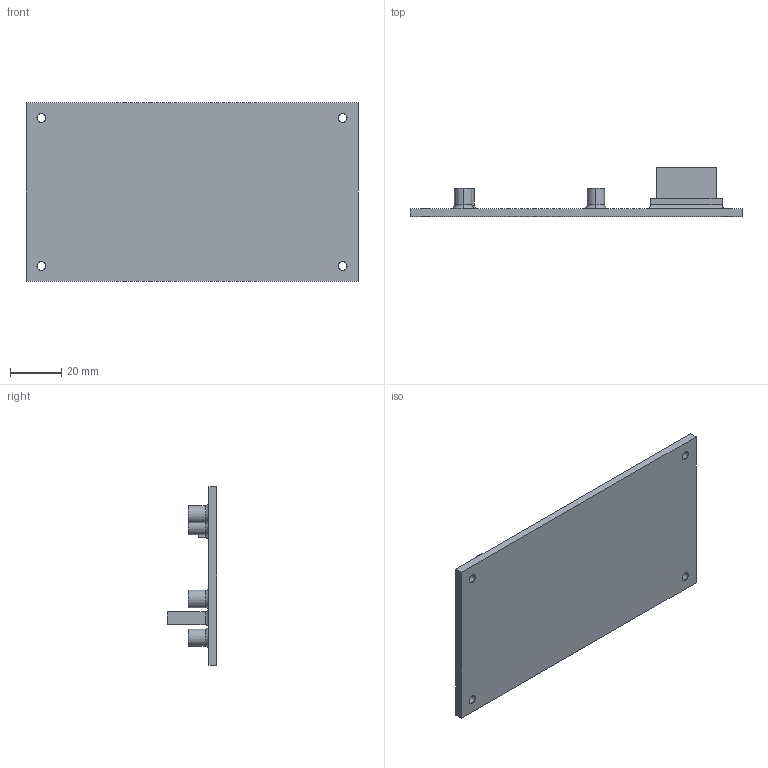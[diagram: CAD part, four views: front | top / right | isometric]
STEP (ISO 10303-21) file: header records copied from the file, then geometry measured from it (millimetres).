
FILE_DESCRIPTION (( 'STEP AP203' ), '1' );
FILE_NAME ('Îñíîâàíèå ïåðåäàò÷èêà.STEP', '2026-02-07T10:41:45', ( '' ), ( '' ), 'SwSTEP 2.0', 'SolidWorks 2024', '' );
FILE_SCHEMA (( 'CONFIG_CONTROL_DESIGN' ));
Length unit declared in the file: millimetre
Products named in the file (1): Основание передатчика
Bounding box: 130 x 19.25 x 70 mm (x, y, z)
Volume: 30483.4 mm3; surface area: 21839.5 mm2
Topology: 1 solids, 1 shells, 76 faces, 164 edges, 104 vertices
Faces by surface type: cylinder 40, plane 28, torus 8
Entity records: 2173 total; most frequent: DIRECTION 390, CARTESIAN_POINT 369, ORIENTED_EDGE 328, EDGE_CURVE 164, AXIS2_PLACEMENT_3D 157, VERTEX_POINT 104, EDGE_LOOP 98, CIRCLE 80
